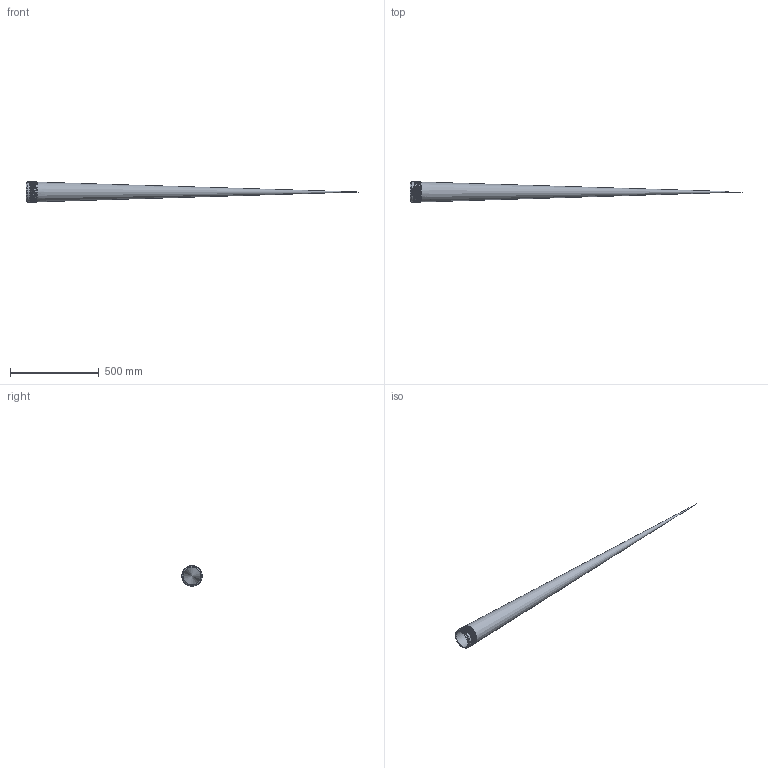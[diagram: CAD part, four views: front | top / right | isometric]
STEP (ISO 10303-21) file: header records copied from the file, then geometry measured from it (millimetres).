
FILE_DESCRIPTION(/* description */ (''),/* implementation_level */ '2;1');
FILE_NAME(/* name */ '19WB-4.stp',/* time_stamp */ '2021-12-07T09:45:15-05:00',/* author */ ('rick'),/* organization */ (''),/* preprocessor_version */ 'ST-DEVELOPER v18.1',/* originating_system */ 'Autodesk Inventor 2020',/* authorisation */ '');
FILE_SCHEMA (('AUTOMOTIVE_DESIGN { 1 0 10303 214 3 1 1 }'));
Length unit declared in the file: inch
Products named in the file (1): 19WB-4
Bounding box: 1865.4 x 114.85 x 114.85 mm (x, y, z)
Volume: 154591.9 mm3; surface area: 700392.8 mm2
Topology: 1 solids, 1 shells, 364 faces, 1034 edges, 690 vertices
Faces by surface type: bspline 156, plane 137, cylinder 36, cone 23, torus 12
Full cylindrical faces by diameter (mm): 97.384 x1, 101.6 x1, 114.846 x1
Entity records: 18764 total; most frequent: CARTESIAN_POINT 10201, ORIENTED_EDGE 2060, DIRECTION 1302, EDGE_CURVE 1030, VERTEX_POINT 688, AXIS2_PLACEMENT_3D 438, LINE 426, VECTOR 426
